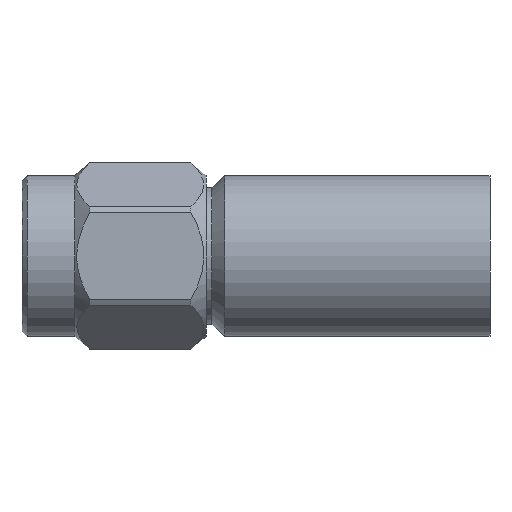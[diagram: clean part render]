
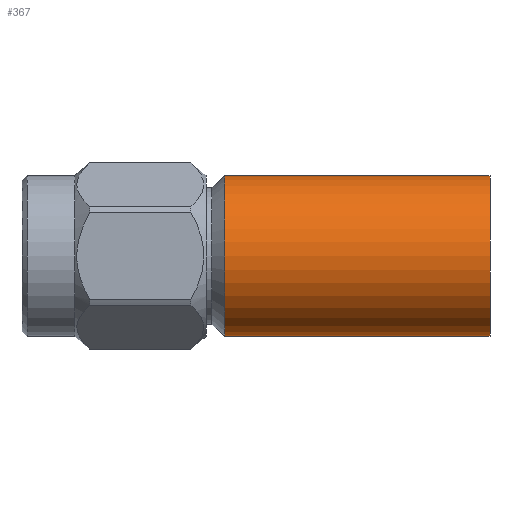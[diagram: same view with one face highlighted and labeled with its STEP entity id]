
A CAD part, front view. The second image highlights one B-rep face of the part: STEP entity #367.
In plain terms, the highlighted cylindrical face has radius 3.881 mm (diameter 7.762 mm), a full revolution.
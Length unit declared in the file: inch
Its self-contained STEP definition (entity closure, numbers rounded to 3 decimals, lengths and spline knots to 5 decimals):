
#6 = DIRECTION ( 'NONE',  ( 1., 0., 0. ) ) ;
#70 = DIRECTION ( 'NONE',  ( 0., 0., -1. ) ) ;
#86 = ORIENTED_EDGE ( 'NONE', *, *, #657, .F. ) ;
#94 = AXIS2_PLACEMENT_3D ( 'NONE', #1039, #1336, #1486 ) ;
#229 = ORIENTED_EDGE ( 'NONE', *, *, #1329, .T. ) ;
#235 = CIRCLE ( 'NONE', #1343, 0.1528 ) ;
#367 = ADVANCED_FACE ( 'NONE', ( #783, #1669 ), #1484, .T. ) ;
#538 = CARTESIAN_POINT ( 'NONE',  ( 0.89, 0., 0. ) ) ;
#657 = EDGE_CURVE ( 'NONE', #1408, #1408, #235, .T. ) ;
#783 = FACE_OUTER_BOUND ( 'NONE', #1479, .T. ) ;
#934 = CARTESIAN_POINT ( 'NONE',  ( 0.38572, 0., -0.1528 ) ) ;
#1039 = CARTESIAN_POINT ( 'NONE',  ( 0.57896, 0., 0. ) ) ;
#1113 = CARTESIAN_POINT ( 'NONE',  ( 0.89, 0., -0.1528 ) ) ;
#1233 = EDGE_LOOP ( 'NONE', ( #86 ) ) ;
#1272 = CARTESIAN_POINT ( 'NONE',  ( 0.38572, 0., 0. ) ) ;
#1329 = EDGE_CURVE ( 'NONE', #1686, #1686, #1450, .T. ) ;
#1336 = DIRECTION ( 'NONE',  ( 1., 0., 0. ) ) ;
#1343 = AXIS2_PLACEMENT_3D ( 'NONE', #538, #1480, #70 ) ;
#1408 = VERTEX_POINT ( 'NONE', #1113 ) ;
#1450 = CIRCLE ( 'NONE', #1981, 0.1528 ) ;
#1479 = EDGE_LOOP ( 'NONE', ( #229 ) ) ;
#1480 = DIRECTION ( 'NONE',  ( 1., 0., 0. ) ) ;
#1484 = CYLINDRICAL_SURFACE ( 'NONE', #94, 0.1528 ) ;
#1486 = DIRECTION ( 'NONE',  ( 0., 0., -1. ) ) ;
#1581 = DIRECTION ( 'NONE',  ( 0., 0., -1. ) ) ;
#1669 = FACE_OUTER_BOUND ( 'NONE', #1233, .T. ) ;
#1686 = VERTEX_POINT ( 'NONE', #934 ) ;
#1981 = AXIS2_PLACEMENT_3D ( 'NONE', #1272, #6, #1581 ) ;
